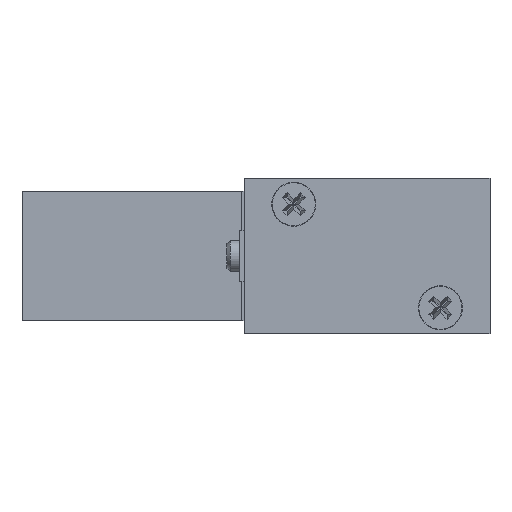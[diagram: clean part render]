
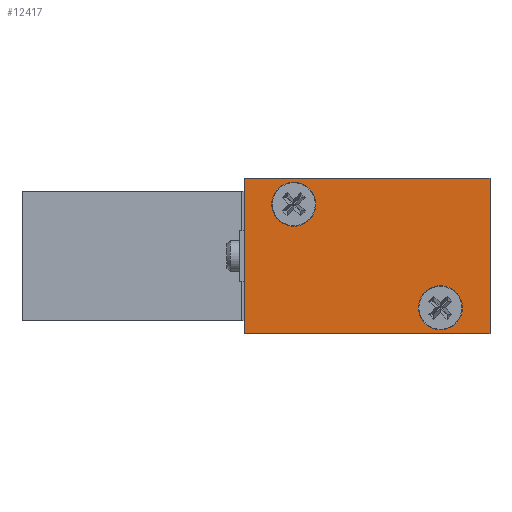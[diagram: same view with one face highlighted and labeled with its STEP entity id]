
A CAD part, left-side view. The second image highlights one B-rep face of the part: STEP entity #12417.
In plain terms, the highlighted planar face has unit normal (-1, 0, 0).
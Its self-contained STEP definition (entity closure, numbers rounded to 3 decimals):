
#2468 = CARTESIAN_POINT ( 'NONE',  ( -2.5, -22.75, -8.55 ) ) ;
#2472 = CARTESIAN_POINT ( 'NONE',  ( -2.5, -22.75, -3.45 ) ) ;
#2475 = CARTESIAN_POINT ( 'NONE',  ( -2.5, -5.75, 3.45 ) ) ;
#2476 = CARTESIAN_POINT ( 'NONE',  ( -2.5, -5.75, 8.55 ) ) ;
#2486 = CARTESIAN_POINT ( 'NONE',  ( -2.5, 0., 9. ) ) ;
#2489 = CARTESIAN_POINT ( 'NONE',  ( -2.5, -28.5, 9. ) ) ;
#2491 = CARTESIAN_POINT ( 'NONE',  ( -2.5, 0., -9. ) ) ;
#2492 = CARTESIAN_POINT ( 'NONE',  ( -2.5, -28.5, -9. ) ) ;
#3347 = DIRECTION ( 'NONE',  ( 0., 0., 1. ) ) ;
#3363 = DIRECTION ( 'NONE',  ( -1., 0., 0. ) ) ;
#3365 = CARTESIAN_POINT ( 'NONE',  ( -2.5, -28.5, 9. ) ) ;
#3372 = PLANE ( 'NONE',  #6175 ) ;
#3617 = CIRCLE ( 'NONE', #5715, 2.55 ) ;
#3623 = CIRCLE ( 'NONE', #5717, 2.55 ) ;
#3647 = LINE ( 'NONE', #11667, #3648 ) ;
#3648 = VECTOR ( 'NONE', #11666, 1000. ) ;
#3651 = CIRCLE ( 'NONE', #5722, 2.55 ) ;
#3652 = LINE ( 'NONE', #11654, #3654 ) ;
#3653 = CIRCLE ( 'NONE', #5723, 2.55 ) ;
#3654 = VECTOR ( 'NONE', #11652, 1000. ) ;
#3655 = LINE ( 'NONE', #11651, #3656 ) ;
#3656 = VECTOR ( 'NONE', #11649, 1000. ) ;
#3657 = LINE ( 'NONE', #11647, #3658 ) ;
#3658 = VECTOR ( 'NONE', #11646, 1000. ) ;
#5113 = EDGE_CURVE ( 'NONE', #14394, #14393, #3617, .T. ) ;
#5117 = EDGE_CURVE ( 'NONE', #14390, #14389, #3623, .T. ) ;
#5132 = EDGE_CURVE ( 'NONE', #14379, #14380, #3647, .T. ) ;
#5134 = EDGE_CURVE ( 'NONE', #14393, #14394, #3651, .T. ) ;
#5135 = EDGE_CURVE ( 'NONE', #14389, #14390, #3653, .T. ) ;
#5136 = EDGE_CURVE ( 'NONE', #14378, #14380, #3652, .T. ) ;
#5137 = EDGE_CURVE ( 'NONE', #14377, #14378, #3655, .T. ) ;
#5138 = EDGE_CURVE ( 'NONE', #14377, #14379, #3657, .T. ) ;
#5715 = AXIS2_PLACEMENT_3D ( 'NONE', #11728, #11727, #11726 ) ;
#5717 = AXIS2_PLACEMENT_3D ( 'NONE', #11715, #11714, #11713 ) ;
#5722 = AXIS2_PLACEMENT_3D ( 'NONE', #11662, #11661, #11659 ) ;
#5723 = AXIS2_PLACEMENT_3D ( 'NONE', #11657, #11656, #11655 ) ;
#6175 = AXIS2_PLACEMENT_3D ( 'NONE', #3365, #3363, #3347 ) ;
#6674 = FACE_BOUND ( 'NONE', #7376, .T. ) ;
#6675 = FACE_BOUND ( 'NONE', #7377, .T. ) ;
#6676 = FACE_OUTER_BOUND ( 'NONE', #7378, .T. ) ;
#7376 = EDGE_LOOP ( 'NONE', ( #9559, #9558 ) ) ;
#7377 = EDGE_LOOP ( 'NONE', ( #9557, #9556 ) ) ;
#7378 = EDGE_LOOP ( 'NONE', ( #9555, #9554, #9553, #9552 ) ) ;
#9552 = ORIENTED_EDGE ( 'NONE', *, *, #5132, .T. ) ;
#9553 = ORIENTED_EDGE ( 'NONE', *, *, #5138, .T. ) ;
#9554 = ORIENTED_EDGE ( 'NONE', *, *, #5137, .F. ) ;
#9555 = ORIENTED_EDGE ( 'NONE', *, *, #5136, .F. ) ;
#9556 = ORIENTED_EDGE ( 'NONE', *, *, #5117, .F. ) ;
#9557 = ORIENTED_EDGE ( 'NONE', *, *, #5135, .F. ) ;
#9558 = ORIENTED_EDGE ( 'NONE', *, *, #5113, .F. ) ;
#9559 = ORIENTED_EDGE ( 'NONE', *, *, #5134, .F. ) ;
#11646 = DIRECTION ( 'NONE',  ( 0., 0., 1. ) ) ;
#11647 = CARTESIAN_POINT ( 'NONE',  ( -2.5, -28.5, 9. ) ) ;
#11649 = DIRECTION ( 'NONE',  ( 0., 1., 0. ) ) ;
#11651 = CARTESIAN_POINT ( 'NONE',  ( -2.5, -28.5, -9. ) ) ;
#11652 = DIRECTION ( 'NONE',  ( 0., 0., 1. ) ) ;
#11654 = CARTESIAN_POINT ( 'NONE',  ( -2.5, 0., 9. ) ) ;
#11655 = DIRECTION ( 'NONE',  ( 0., 0., 1. ) ) ;
#11656 = DIRECTION ( 'NONE',  ( -1., 0., 0. ) ) ;
#11657 = CARTESIAN_POINT ( 'NONE',  ( -2.5, -5.75, 6. ) ) ;
#11659 = DIRECTION ( 'NONE',  ( 0., 0., 1. ) ) ;
#11661 = DIRECTION ( 'NONE',  ( -1., 0., 0. ) ) ;
#11662 = CARTESIAN_POINT ( 'NONE',  ( -2.5, -22.75, -6. ) ) ;
#11666 = DIRECTION ( 'NONE',  ( 0., 1., 0. ) ) ;
#11667 = CARTESIAN_POINT ( 'NONE',  ( -2.5, -28.5, 9. ) ) ;
#11713 = DIRECTION ( 'NONE',  ( 0., 0., 1. ) ) ;
#11714 = DIRECTION ( 'NONE',  ( -1., 0., 0. ) ) ;
#11715 = CARTESIAN_POINT ( 'NONE',  ( -2.5, -5.75, 6. ) ) ;
#11726 = DIRECTION ( 'NONE',  ( 0., 0., 1. ) ) ;
#11727 = DIRECTION ( 'NONE',  ( -1., 0., 0. ) ) ;
#11728 = CARTESIAN_POINT ( 'NONE',  ( -2.5, -22.75, -6. ) ) ;
#12417 = ADVANCED_FACE ( 'NONE', ( #6674, #6675, #6676 ), #3372, .T. ) ;
#14377 = VERTEX_POINT ( 'NONE', #2492 ) ;
#14378 = VERTEX_POINT ( 'NONE', #2491 ) ;
#14379 = VERTEX_POINT ( 'NONE', #2489 ) ;
#14380 = VERTEX_POINT ( 'NONE', #2486 ) ;
#14389 = VERTEX_POINT ( 'NONE', #2476 ) ;
#14390 = VERTEX_POINT ( 'NONE', #2475 ) ;
#14393 = VERTEX_POINT ( 'NONE', #2472 ) ;
#14394 = VERTEX_POINT ( 'NONE', #2468 ) ;
